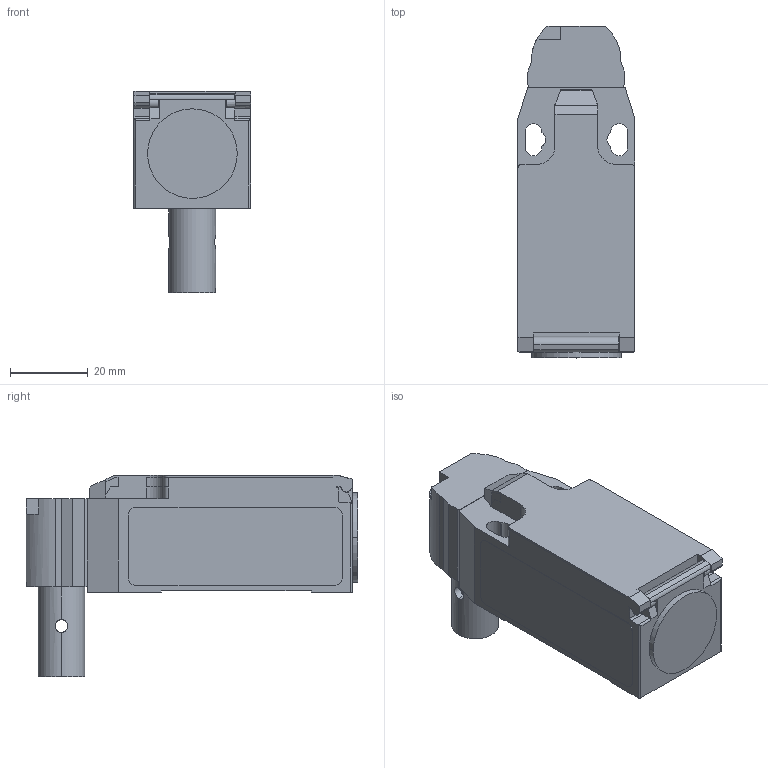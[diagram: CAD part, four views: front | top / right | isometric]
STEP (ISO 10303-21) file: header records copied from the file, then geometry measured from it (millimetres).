
FILE_DESCRIPTION((''),'2;1');
FILE_NAME('3d_KBP1L21.stp','2012-10-03T08:08:35',(''),(''),'Mechanical Desktop 2011','Mechanical Desktop 2011',', , ');
FILE_SCHEMA(('CONFIG_CONTROL_DESIGN'));
Length unit declared in the file: millimetre
Products named in the file (1): Product
Bounding box: 30.2 x 85.18 x 51.7 mm (x, y, z)
Volume: 65522 mm3; surface area: 15226 mm2
Topology: 3 solids, 3 shells, 151 faces, 468 edges, 333 vertices
Faces by surface type: plane 98, cylinder 50, bspline 3
Entity records: 5564 total; most frequent: CARTESIAN_POINT 1243, ORIENTED_EDGE 906, DIRECTION 851, EDGE_CURVE 453, VECTOR 359, LINE 359, VERTEX_POINT 304, AXIS2_PLACEMENT_3D 246
